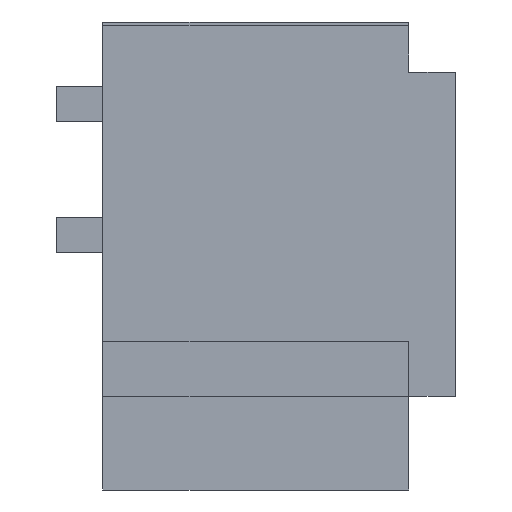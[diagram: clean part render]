
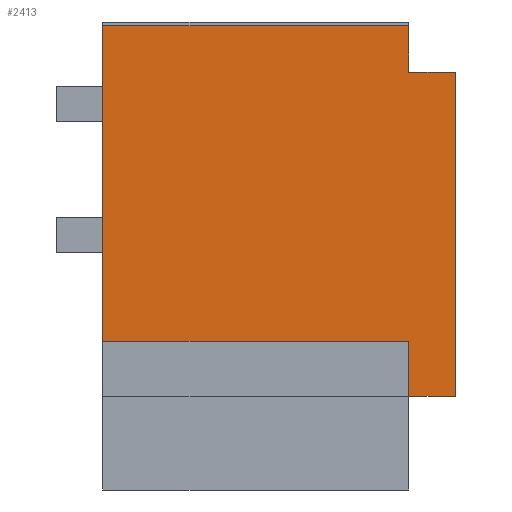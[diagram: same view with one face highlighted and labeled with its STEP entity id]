
A CAD part, left-side view. The second image highlights one B-rep face of the part: STEP entity #2413.
In plain terms, the highlighted planar face has unit normal (-1, 0, 0).
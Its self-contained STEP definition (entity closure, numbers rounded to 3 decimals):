
#90=DIRECTION('',(0.,1.,0.));
#91=VECTOR('',#90,261.5);
#92=CARTESIAN_POINT('',(40.,-333.5,-3.));
#93=LINE('',#92,#91);
#121=DIRECTION('',(0.,0.,-1.));
#122=VECTOR('',#121,277.);
#123=CARTESIAN_POINT('',(40.,-373.5,-43.));
#124=LINE('',#123,#122);
#125=DIRECTION('',(0.,1.,0.));
#126=VECTOR('',#125,261.5);
#127=CARTESIAN_POINT('',(40.,-333.5,-272.874));
#128=LINE('',#127,#126);
#129=DIRECTION('',(0.,0.,-1.));
#130=VECTOR('',#129,40.);
#131=CARTESIAN_POINT('',(40.,-333.5,-3.));
#132=LINE('',#131,#130);
#133=DIRECTION('',(0.,1.,0.));
#134=VECTOR('',#133,40.);
#135=CARTESIAN_POINT('',(40.,-373.5,-43.));
#136=LINE('',#135,#134);
#357=DIRECTION('',(0.,0.,1.));
#358=VECTOR('',#357,47.126);
#359=CARTESIAN_POINT('',(40.,-333.5,-320.));
#360=LINE('',#359,#358);
#473=DIRECTION('',(0.,1.,0.));
#474=VECTOR('',#473,40.);
#475=CARTESIAN_POINT('',(40.,-373.5,-320.));
#476=LINE('',#475,#474);
#629=DIRECTION('',(0.,0.,1.));
#630=VECTOR('',#629,269.874);
#631=CARTESIAN_POINT('',(40.,-72.,-272.874));
#632=LINE('',#631,#630);
#1782=CARTESIAN_POINT('',(40.,-72.,-272.874));
#1784=VERTEX_POINT('',#1782);
#1785=CARTESIAN_POINT('',(40.,-72.,-3.));
#1786=VERTEX_POINT('',#1785);
#1833=CARTESIAN_POINT('',(40.,-373.5,-43.));
#1835=VERTEX_POINT('',#1833);
#1841=CARTESIAN_POINT('',(40.,-333.5,-43.));
#1842=VERTEX_POINT('',#1841);
#1843=CARTESIAN_POINT('',(40.,-333.5,-3.));
#1844=VERTEX_POINT('',#1843);
#1849=CARTESIAN_POINT('',(40.,-333.5,-320.));
#1850=VERTEX_POINT('',#1849);
#1957=CARTESIAN_POINT('',(40.,-333.5,-272.874));
#1958=VERTEX_POINT('',#1957);
#1961=CARTESIAN_POINT('',(40.,-373.5,-320.));
#1962=VERTEX_POINT('',#1961);
#2392=CARTESIAN_POINT('',(40.,-373.5,-272.874));
#2393=DIRECTION('',(1.,0.,0.));
#2394=DIRECTION('',(0.,0.,1.));
#2395=AXIS2_PLACEMENT_3D('',#2392,#2393,#2394);
#2396=PLANE('',#2395);
#2398=ORIENTED_EDGE('',*,*,#2397,.T.);
#2400=ORIENTED_EDGE('',*,*,#2399,.T.);
#2402=ORIENTED_EDGE('',*,*,#2401,.T.);
#2404=ORIENTED_EDGE('',*,*,#2403,.T.);
#2406=ORIENTED_EDGE('',*,*,#2405,.T.);
#2407=ORIENTED_EDGE('',*,*,#2335,.F.);
#2408=ORIENTED_EDGE('',*,*,#2269,.T.);
#2410=ORIENTED_EDGE('',*,*,#2409,.F.);
#2411=EDGE_LOOP('',(#2398,#2400,#2402,#2404,#2406,#2407,#2408,#2410));
#2412=FACE_OUTER_BOUND('',#2411,.F.);
#2413=ADVANCED_FACE('',(#2412),#2396,.F.);
#2269=EDGE_CURVE('',#1844,#1842,#132,.T.);
#2335=EDGE_CURVE('',#1844,#1786,#93,.T.);
#2397=EDGE_CURVE('',#1835,#1962,#124,.T.);
#2399=EDGE_CURVE('',#1962,#1850,#476,.T.);
#2401=EDGE_CURVE('',#1850,#1958,#360,.T.);
#2403=EDGE_CURVE('',#1958,#1784,#128,.T.);
#2405=EDGE_CURVE('',#1784,#1786,#632,.T.);
#2409=EDGE_CURVE('',#1835,#1842,#136,.T.);
